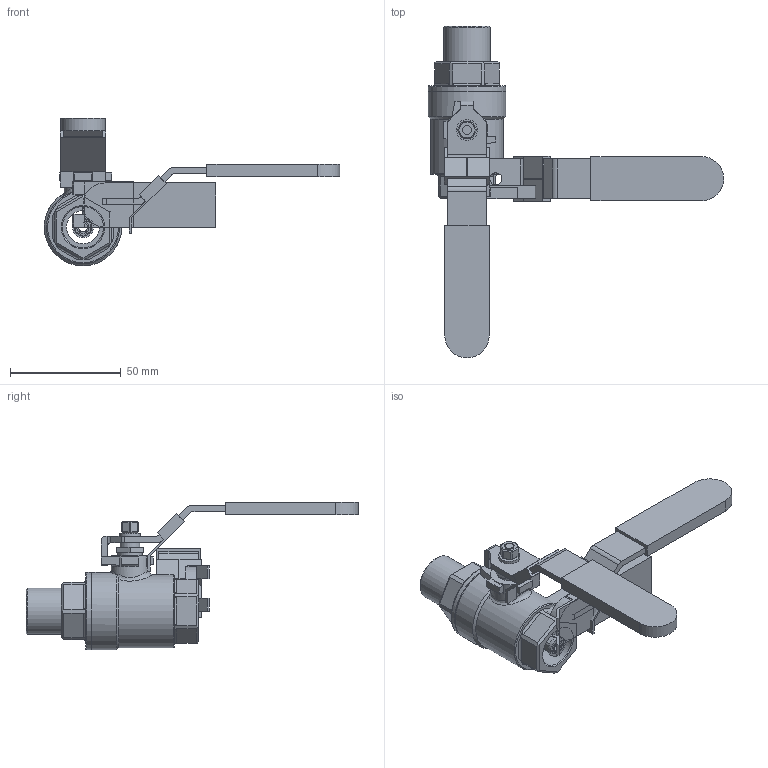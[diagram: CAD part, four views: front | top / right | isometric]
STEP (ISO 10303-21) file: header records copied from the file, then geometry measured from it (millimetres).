
FILE_DESCRIPTION( ( 'Unknown' ), '1' );
FILE_NAME( '8.102.015.stp', 'Unknown', ( 'Unknown' ), ( 'Unknown' ), 'PSStep 13.0', 'Unknown', ' ' );
FILE_SCHEMA( ( 'AUTOMOTIVE_DESIGN { 1 0 10303 214 1 1 1 1 }' ) );
Length unit declared in the file: millimetre
Products named in the file (8): Hebel 010-015; Assem1; Kunsstoffummantelung_010; Lasche_010; Hebel 010; Unterlegscheibe; Mutter M5; 8.102.015
Bounding box: 133.5 x 150 x 66.8 mm (x, y, z)
Volume: 116247.5 mm3; surface area: 65232.3 mm2
Topology: 15 solids, 15 shells, 475 faces, 1234 edges, 820 vertices
Faces by surface type: plane 347, cylinder 100, torus 12, bspline 8, cone 8
Full cylindrical faces by diameter (mm): 4.134 x2, 5 x2, 5.5 x5, 9 x2, 9.5 x2, 11 x2, 15 x2, 17 x2, 18.631 x2, 20.955 x2, 33 x2, 34.5 x2, 35 x4
Entity records: 8786 total; most frequent: CARTESIAN_POINT 2110, ORIENTED_EDGE 1000, DIRECTION 999, EDGE_CURVE 500, LINE 379, VECTOR 379, VERTEX_POINT 343, AXIS2_PLACEMENT_3D 310
